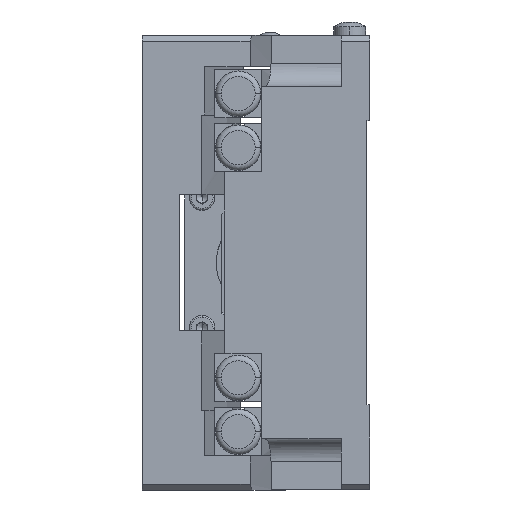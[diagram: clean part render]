
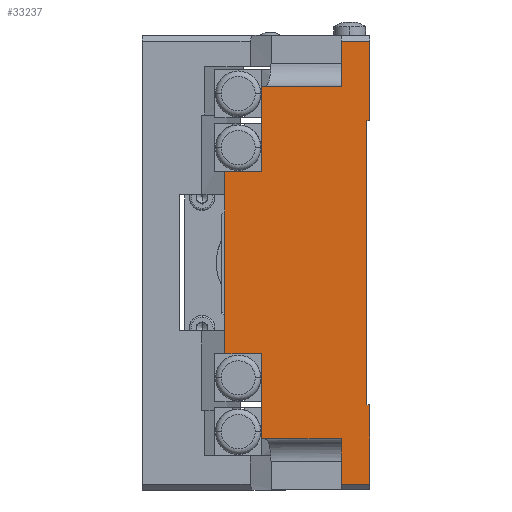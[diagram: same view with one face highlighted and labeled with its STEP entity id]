
A CAD part, left-side view. The second image highlights one B-rep face of the part: STEP entity #33237.
In plain terms, the highlighted planar face has unit normal (-1, 0, 0).
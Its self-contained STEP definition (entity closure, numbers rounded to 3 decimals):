
#417 = CARTESIAN_POINT ( 'NONE',  ( -40., 25.485, 40. ) ) ;
#968 = DIRECTION ( 'NONE',  ( 0., -1., 0. ) ) ;
#1431 = CARTESIAN_POINT ( 'NONE',  ( -40., 5., -39. ) ) ;
#1548 = LINE ( 'NONE', #4941, #9262 ) ;
#1564 = CARTESIAN_POINT ( 'NONE',  ( -40., 5., 40. ) ) ;
#2204 = VERTEX_POINT ( 'NONE', #24202 ) ;
#2658 = EDGE_CURVE ( 'NONE', #16996, #6000, #12255, .T. ) ;
#3085 = VECTOR ( 'NONE', #21833, 1000. ) ;
#3109 = EDGE_CURVE ( 'NONE', #26834, #12378, #22750, .T. ) ;
#3323 = DIRECTION ( 'NONE',  ( 0., 1., 0. ) ) ;
#3393 = LINE ( 'NONE', #417, #9929 ) ;
#3636 = CARTESIAN_POINT ( 'NONE',  ( -40., 25.485, -31. ) ) ;
#3732 = DIRECTION ( 'NONE',  ( 0., -1., 0. ) ) ;
#4499 = ORIENTED_EDGE ( 'NONE', *, *, #31020, .T. ) ;
#4657 = VECTOR ( 'NONE', #19776, 1000. ) ;
#4876 = VERTEX_POINT ( 'NONE', #31162 ) ;
#4941 = CARTESIAN_POINT ( 'NONE',  ( -40., 25.485, -39. ) ) ;
#5124 = CARTESIAN_POINT ( 'NONE',  ( -40., 0., -25. ) ) ;
#5179 = CARTESIAN_POINT ( 'NONE',  ( -40., 25.485, 16. ) ) ;
#5339 = VECTOR ( 'NONE', #15211, 1000. ) ;
#5501 = VECTOR ( 'NONE', #3323, 1000. ) ;
#5678 = LINE ( 'NONE', #10954, #17889 ) ;
#6000 = VERTEX_POINT ( 'NONE', #10745 ) ;
#6391 = ORIENTED_EDGE ( 'NONE', *, *, #2658, .F. ) ;
#6541 = LINE ( 'NONE', #7609, #5339 ) ;
#6667 = EDGE_CURVE ( 'NONE', #4876, #12259, #28701, .T. ) ;
#6975 = CARTESIAN_POINT ( 'NONE',  ( -40., 5., -31. ) ) ;
#7203 = LINE ( 'NONE', #3636, #17761 ) ;
#7431 = ORIENTED_EDGE ( 'NONE', *, *, #28104, .T. ) ;
#7563 = CARTESIAN_POINT ( 'NONE',  ( -40., 0., 40. ) ) ;
#7609 = CARTESIAN_POINT ( 'NONE',  ( -40., 25.485, 16. ) ) ;
#7772 = LINE ( 'NONE', #21995, #8959 ) ;
#8271 = VERTEX_POINT ( 'NONE', #5124 ) ;
#8780 = EDGE_CURVE ( 'NONE', #16595, #30493, #27021, .T. ) ;
#8959 = VECTOR ( 'NONE', #32468, 1000. ) ;
#9026 = CARTESIAN_POINT ( 'NONE',  ( -40., 5., 40. ) ) ;
#9262 = VECTOR ( 'NONE', #10386, 1000. ) ;
#9584 = PLANE ( 'NONE',  #30472 ) ;
#9630 = EDGE_CURVE ( 'NONE', #2204, #8271, #5678, .T. ) ;
#9929 = VECTOR ( 'NONE', #13679, 1000. ) ;
#10386 = DIRECTION ( 'NONE',  ( 0., -1., 0. ) ) ;
#10745 = CARTESIAN_POINT ( 'NONE',  ( -40., 0., 25. ) ) ;
#10954 = CARTESIAN_POINT ( 'NONE',  ( -40., 0.5, -25. ) ) ;
#11020 = VERTEX_POINT ( 'NONE', #23704 ) ;
#11432 = VECTOR ( 'NONE', #15163, 1000. ) ;
#11557 = LINE ( 'NONE', #9026, #4657 ) ;
#11783 = VERTEX_POINT ( 'NONE', #18929 ) ;
#12054 = DIRECTION ( 'NONE',  ( 0., 1., 0. ) ) ;
#12112 = ORIENTED_EDGE ( 'NONE', *, *, #6667, .T. ) ;
#12162 = LINE ( 'NONE', #16538, #16257 ) ;
#12164 = CARTESIAN_POINT ( 'NONE',  ( -40., 0., 39. ) ) ;
#12171 = DIRECTION ( 'NONE',  ( 1., 0., 0. ) ) ;
#12251 = EDGE_CURVE ( 'NONE', #11020, #14475, #11557, .T. ) ;
#12255 = LINE ( 'NONE', #7563, #11432 ) ;
#12259 = VERTEX_POINT ( 'NONE', #21940 ) ;
#12353 = EDGE_CURVE ( 'NONE', #8271, #12477, #19294, .T. ) ;
#12378 = VERTEX_POINT ( 'NONE', #14908 ) ;
#12477 = VERTEX_POINT ( 'NONE', #20694 ) ;
#13526 = VERTEX_POINT ( 'NONE', #16190 ) ;
#13679 = DIRECTION ( 'NONE',  ( 0., 0., -1. ) ) ;
#13702 = EDGE_CURVE ( 'NONE', #16595, #12477, #1548, .T. ) ;
#13947 = ORIENTED_EDGE ( 'NONE', *, *, #13702, .T. ) ;
#14131 = ORIENTED_EDGE ( 'NONE', *, *, #19207, .F. ) ;
#14475 = VERTEX_POINT ( 'NONE', #27721 ) ;
#14791 = CARTESIAN_POINT ( 'NONE',  ( -40., 25.485, 40. ) ) ;
#14908 = CARTESIAN_POINT ( 'NONE',  ( -40., 19., 16. ) ) ;
#15163 = DIRECTION ( 'NONE',  ( 0., 0., -1. ) ) ;
#15211 = DIRECTION ( 'NONE',  ( 0., 1., 0. ) ) ;
#15352 = VECTOR ( 'NONE', #23136, 1000. ) ;
#16048 = EDGE_CURVE ( 'NONE', #12259, #13526, #7772, .T. ) ;
#16190 = CARTESIAN_POINT ( 'NONE',  ( -40., 19., -31. ) ) ;
#16213 = VECTOR ( 'NONE', #3732, 1000. ) ;
#16257 = VECTOR ( 'NONE', #24304, 1000. ) ;
#16535 = EDGE_CURVE ( 'NONE', #26834, #14475, #12162, .T. ) ;
#16538 = CARTESIAN_POINT ( 'NONE',  ( -40., 25.485, 31. ) ) ;
#16595 = VERTEX_POINT ( 'NONE', #1431 ) ;
#16610 = CARTESIAN_POINT ( 'NONE',  ( -40., 19.991, 39. ) ) ;
#16744 = ORIENTED_EDGE ( 'NONE', *, *, #8780, .F. ) ;
#16996 = VERTEX_POINT ( 'NONE', #12164 ) ;
#17243 = ORIENTED_EDGE ( 'NONE', *, *, #16048, .T. ) ;
#17761 = VECTOR ( 'NONE', #24348, 1000. ) ;
#17889 = VECTOR ( 'NONE', #968, 1000. ) ;
#18527 = LINE ( 'NONE', #22148, #3085 ) ;
#18903 = VERTEX_POINT ( 'NONE', #5179 ) ;
#18929 = CARTESIAN_POINT ( 'NONE',  ( -40., 0.5, 25. ) ) ;
#19207 = EDGE_CURVE ( 'NONE', #11783, #2204, #18527, .T. ) ;
#19294 = LINE ( 'NONE', #22366, #22915 ) ;
#19776 = DIRECTION ( 'NONE',  ( 0., 0., -1. ) ) ;
#19802 = ORIENTED_EDGE ( 'NONE', *, *, #9630, .F. ) ;
#20307 = ORIENTED_EDGE ( 'NONE', *, *, #3109, .T. ) ;
#20694 = CARTESIAN_POINT ( 'NONE',  ( -40., 0., -39. ) ) ;
#20762 = VECTOR ( 'NONE', #32934, 1000. ) ;
#20965 = CARTESIAN_POINT ( 'NONE',  ( -40., 0.5, 25. ) ) ;
#21770 = ORIENTED_EDGE ( 'NONE', *, *, #12353, .F. ) ;
#21833 = DIRECTION ( 'NONE',  ( 0., 0., -1. ) ) ;
#21940 = CARTESIAN_POINT ( 'NONE',  ( -40., 19., -16. ) ) ;
#21995 = CARTESIAN_POINT ( 'NONE',  ( -40., 19., -16. ) ) ;
#22148 = CARTESIAN_POINT ( 'NONE',  ( -40., 0.5, 25. ) ) ;
#22366 = CARTESIAN_POINT ( 'NONE',  ( -40., 0., 40. ) ) ;
#22750 = LINE ( 'NONE', #25134, #20762 ) ;
#22915 = VECTOR ( 'NONE', #28019, 1000. ) ;
#23028 = EDGE_CURVE ( 'NONE', #16996, #11020, #27780, .T. ) ;
#23136 = DIRECTION ( 'NONE',  ( 0., -1., 0. ) ) ;
#23704 = CARTESIAN_POINT ( 'NONE',  ( -40., 5., 39. ) ) ;
#23705 = CARTESIAN_POINT ( 'NONE',  ( -40., 19., 31. ) ) ;
#24202 = CARTESIAN_POINT ( 'NONE',  ( -40., 0.5, -25. ) ) ;
#24304 = DIRECTION ( 'NONE',  ( 0., -1., 0. ) ) ;
#24348 = DIRECTION ( 'NONE',  ( 0., 1., 0. ) ) ;
#25134 = CARTESIAN_POINT ( 'NONE',  ( -40., 19., 16. ) ) ;
#25233 = EDGE_CURVE ( 'NONE', #30493, #13526, #7203, .T. ) ;
#26474 = FACE_OUTER_BOUND ( 'NONE', #26772, .T. ) ;
#26772 = EDGE_LOOP ( 'NONE', ( #12112, #17243, #28608, #16744, #13947, #21770, #19802, #14131, #7431, #6391, #30459, #27507, #29370, #20307, #4499, #30476 ) ) ;
#26834 = VERTEX_POINT ( 'NONE', #23705 ) ;
#27021 = LINE ( 'NONE', #1564, #32263 ) ;
#27477 = DIRECTION ( 'NONE',  ( 0., 0., 1. ) ) ;
#27507 = ORIENTED_EDGE ( 'NONE', *, *, #12251, .T. ) ;
#27721 = CARTESIAN_POINT ( 'NONE',  ( -40., 5., 31. ) ) ;
#27780 = LINE ( 'NONE', #16610, #5501 ) ;
#28019 = DIRECTION ( 'NONE',  ( 0., 0., -1. ) ) ;
#28104 = EDGE_CURVE ( 'NONE', #11783, #6000, #33120, .T. ) ;
#28608 = ORIENTED_EDGE ( 'NONE', *, *, #25233, .F. ) ;
#28701 = LINE ( 'NONE', #29534, #16213 ) ;
#29370 = ORIENTED_EDGE ( 'NONE', *, *, #16535, .F. ) ;
#29534 = CARTESIAN_POINT ( 'NONE',  ( -40., 25.485, -16. ) ) ;
#30459 = ORIENTED_EDGE ( 'NONE', *, *, #23028, .T. ) ;
#30472 = AXIS2_PLACEMENT_3D ( 'NONE', #14791, #12171, #12054 ) ;
#30476 = ORIENTED_EDGE ( 'NONE', *, *, #32942, .T. ) ;
#30493 = VERTEX_POINT ( 'NONE', #6975 ) ;
#31020 = EDGE_CURVE ( 'NONE', #12378, #18903, #6541, .T. ) ;
#31162 = CARTESIAN_POINT ( 'NONE',  ( -40., 25.485, -16. ) ) ;
#32263 = VECTOR ( 'NONE', #27477, 1000. ) ;
#32468 = DIRECTION ( 'NONE',  ( 0., 0., -1. ) ) ;
#32934 = DIRECTION ( 'NONE',  ( 0., 0., -1. ) ) ;
#32942 = EDGE_CURVE ( 'NONE', #18903, #4876, #3393, .T. ) ;
#33120 = LINE ( 'NONE', #20965, #15352 ) ;
#33237 = ADVANCED_FACE ( 'NONE', ( #26474 ), #9584, .F. ) ;
